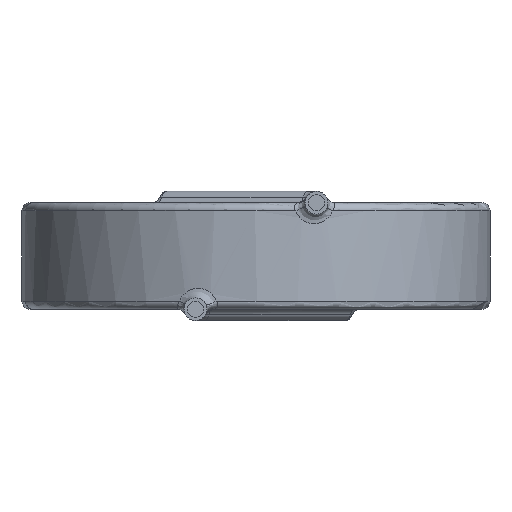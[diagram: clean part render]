
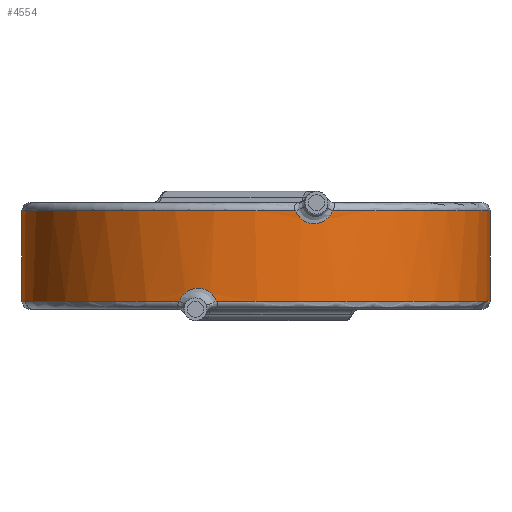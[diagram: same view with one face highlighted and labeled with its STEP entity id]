
A CAD part, front view. The second image highlights one B-rep face of the part: STEP entity #4554.
In plain terms, the highlighted cylindrical face has radius 14.5 mm (diameter 29 mm), a partial arc.
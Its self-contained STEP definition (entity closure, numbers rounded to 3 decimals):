
#96 = DIRECTION ( 'NONE',  ( -1., 0., 0. ) ) ;
#166 = VERTEX_POINT ( 'NONE', #1372 ) ;
#285 = AXIS2_PLACEMENT_3D ( 'NONE', #1671, #6556, #7299 ) ;
#302 = ORIENTED_EDGE ( 'NONE', *, *, #7636, .T. ) ;
#393 = CARTESIAN_POINT ( 'NONE',  ( 4.4, -13.817, 2.293 ) ) ;
#424 = DIRECTION ( 'NONE',  ( 0., 0., -1. ) ) ;
#449 = CARTESIAN_POINT ( 'NONE',  ( -4.4, -13.817, -2.293 ) ) ;
#473 = CARTESIAN_POINT ( 'NONE',  ( 3.854, -13.981, 2.002 ) ) ;
#501 = DIRECTION ( 'NONE',  ( 0., 0., -1. ) ) ;
#591 = CARTESIAN_POINT ( 'NONE',  ( 4.753, -13.699, 2.8 ) ) ;
#627 = VERTEX_POINT ( 'NONE', #4299 ) ;
#777 = CIRCLE ( 'NONE', #7923, 14.5 ) ;
#886 = ORIENTED_EDGE ( 'NONE', *, *, #3355, .T. ) ;
#918 = VERTEX_POINT ( 'NONE', #3782 ) ;
#1004 = LINE ( 'NONE', #3496, #2372 ) ;
#1018 = CARTESIAN_POINT ( 'NONE',  ( 4.753, -13.699, 2.8 ) ) ;
#1062 = CARTESIAN_POINT ( 'NONE',  ( 2.449, -14.292, 2.8 ) ) ;
#1120 = CARTESIAN_POINT ( 'NONE',  ( -4.644, -13.736, -2.574 ) ) ;
#1144 = VECTOR ( 'NONE', #1803, 1000. ) ;
#1244 = CARTESIAN_POINT ( 'NONE',  ( -4.49, -13.788, -2.379 ) ) ;
#1372 = CARTESIAN_POINT ( 'NONE',  ( 14.5, 0., -2.8 ) ) ;
#1418 = VERTEX_POINT ( 'NONE', #591 ) ;
#1468 = CIRCLE ( 'NONE', #7419, 14.5 ) ;
#1531 = VERTEX_POINT ( 'NONE', #7245 ) ;
#1549 = CARTESIAN_POINT ( 'NONE',  ( 2.544, -14.275, 2.563 ) ) ;
#1602 = VERTEX_POINT ( 'NONE', #7823 ) ;
#1636 = CARTESIAN_POINT ( 'NONE',  ( 4.49, -13.788, 2.379 ) ) ;
#1671 = CARTESIAN_POINT ( 'NONE',  ( 0., 0., -2.8 ) ) ;
#1675 = CARTESIAN_POINT ( 'NONE',  ( 3.128, -14.159, 2.09 ) ) ;
#1695 = AXIS2_PLACEMENT_3D ( 'NONE', #3069, #6207, #5588 ) ;
#1741 = CARTESIAN_POINT ( 'NONE',  ( -4.098, -13.91, -2.081 ) ) ;
#1803 = DIRECTION ( 'NONE',  ( 0., 0., -1. ) ) ;
#1940 = EDGE_LOOP ( 'NONE', ( #2194, #5361, #3995, #4470, #886, #4000, #302, #8006 ) ) ;
#2040 = CARTESIAN_POINT ( 'NONE',  ( -2.544, -14.275, -2.563 ) ) ;
#2194 = ORIENTED_EDGE ( 'NONE', *, *, #7584, .F. ) ;
#2252 = CARTESIAN_POINT ( 'NONE',  ( 4.644, -13.736, 2.574 ) ) ;
#2368 = EDGE_CURVE ( 'NONE', #166, #627, #1468, .T. ) ;
#2372 = VECTOR ( 'NONE', #7411, 1000. ) ;
#2488 = EDGE_CURVE ( 'NONE', #6449, #1531, #6492, .T. ) ;
#2925 = CARTESIAN_POINT ( 'NONE',  ( 4.098, -13.91, 2.081 ) ) ;
#3032 = CARTESIAN_POINT ( 'NONE',  ( -4.753, -13.699, -2.8 ) ) ;
#3069 = CARTESIAN_POINT ( 'NONE',  ( 0., 0., -7.293 ) ) ;
#3218 = DIRECTION ( 'NONE',  ( 0., 0., -1. ) ) ;
#3229 = B_SPLINE_CURVE_WITH_KNOTS ( 'NONE', 3,
 ( #1018, #5409, #2252, #1636, #393, #2925, #473, #4217, #6108, #1675, #8002, #4920, #1549, #1062 ),
 .UNSPECIFIED., .F., .F.,
 ( 4, 2, 2, 2, 2, 2, 4 ),
 ( 0., 0., 0.001, 0.002, 0.002, 0.002, 0.003 ),
 .UNSPECIFIED. ) ;
#3335 = CARTESIAN_POINT ( 'NONE',  ( 0., 0., -2.8 ) ) ;
#3355 = EDGE_CURVE ( 'NONE', #8051, #1531, #1004, .T. ) ;
#3427 = CARTESIAN_POINT ( 'NONE',  ( -2.449, -14.292, -2.8 ) ) ;
#3496 = CARTESIAN_POINT ( 'NONE',  ( -14.5, 0., -7.293 ) ) ;
#3613 = EDGE_CURVE ( 'NONE', #918, #8051, #777, .T. ) ;
#3691 = FACE_OUTER_BOUND ( 'NONE', #1940, .T. ) ;
#3782 = CARTESIAN_POINT ( 'NONE',  ( 2.449, -14.292, 2.8 ) ) ;
#3995 = ORIENTED_EDGE ( 'NONE', *, *, #7728, .T. ) ;
#4000 = ORIENTED_EDGE ( 'NONE', *, *, #2488, .F. ) ;
#4217 = CARTESIAN_POINT ( 'NONE',  ( 3.488, -14.075, 1.999 ) ) ;
#4281 = CARTESIAN_POINT ( 'NONE',  ( -3.488, -14.075, -1.999 ) ) ;
#4299 = CARTESIAN_POINT ( 'NONE',  ( -2.449, -14.292, -2.8 ) ) ;
#4369 = DIRECTION ( 'NONE',  ( -1., 0., 0. ) ) ;
#4470 = ORIENTED_EDGE ( 'NONE', *, *, #3613, .T. ) ;
#4554 = ADVANCED_FACE ( 'NONE', ( #3691 ), #6287, .T. ) ;
#4868 = CIRCLE ( 'NONE', #5653, 14.5 ) ;
#4920 = CARTESIAN_POINT ( 'NONE',  ( 2.705, -14.247, 2.359 ) ) ;
#4980 = CARTESIAN_POINT ( 'NONE',  ( -4.706, -13.715, -2.682 ) ) ;
#5361 = ORIENTED_EDGE ( 'NONE', *, *, #5585, .T. ) ;
#5395 = B_SPLINE_CURVE_WITH_KNOTS ( 'NONE', 3,
 ( #3032, #4980, #1120, #1244, #449, #1741, #5552, #4281, #6169, #7482, #8062, #6561, #2040, #3427 ),
 .UNSPECIFIED., .F., .F.,
 ( 4, 2, 2, 2, 2, 2, 4 ),
 ( 0., 0., 0.001, 0.002, 0.002, 0.002, 0.003 ),
 .UNSPECIFIED. ) ;
#5409 = CARTESIAN_POINT ( 'NONE',  ( 4.706, -13.715, 2.682 ) ) ;
#5552 = CARTESIAN_POINT ( 'NONE',  ( -3.854, -13.981, -2.002 ) ) ;
#5585 = EDGE_CURVE ( 'NONE', #1602, #1418, #4868, .T. ) ;
#5588 = DIRECTION ( 'NONE',  ( -1., 0., 0. ) ) ;
#5653 = AXIS2_PLACEMENT_3D ( 'NONE', #7873, #424, #7336 ) ;
#6108 = CARTESIAN_POINT ( 'NONE',  ( 3.363, -14.105, 2.017 ) ) ;
#6169 = CARTESIAN_POINT ( 'NONE',  ( -3.363, -14.105, -2.017 ) ) ;
#6176 = CARTESIAN_POINT ( 'NONE',  ( 0., 0., 2.8 ) ) ;
#6207 = DIRECTION ( 'NONE',  ( 0., 0., -1. ) ) ;
#6287 = CYLINDRICAL_SURFACE ( 'NONE', #1695, 14.5 ) ;
#6340 = CARTESIAN_POINT ( 'NONE',  ( -4.753, -13.699, -2.8 ) ) ;
#6449 = VERTEX_POINT ( 'NONE', #6340 ) ;
#6492 = CIRCLE ( 'NONE', #285, 14.5 ) ;
#6556 = DIRECTION ( 'NONE',  ( 0., 0., -1. ) ) ;
#6561 = CARTESIAN_POINT ( 'NONE',  ( -2.705, -14.247, -2.359 ) ) ;
#7245 = CARTESIAN_POINT ( 'NONE',  ( -14.5, 0., -2.8 ) ) ;
#7299 = DIRECTION ( 'NONE',  ( -1., 0., 0. ) ) ;
#7336 = DIRECTION ( 'NONE',  ( -1., 0., 0. ) ) ;
#7372 = CARTESIAN_POINT ( 'NONE',  ( -14.5, 0., 2.8 ) ) ;
#7411 = DIRECTION ( 'NONE',  ( 0., 0., -1. ) ) ;
#7419 = AXIS2_PLACEMENT_3D ( 'NONE', #3335, #3218, #96 ) ;
#7463 = LINE ( 'NONE', #8081, #1144 ) ;
#7482 = CARTESIAN_POINT ( 'NONE',  ( -3.128, -14.159, -2.09 ) ) ;
#7584 = EDGE_CURVE ( 'NONE', #1602, #166, #7463, .T. ) ;
#7636 = EDGE_CURVE ( 'NONE', #6449, #627, #5395, .T. ) ;
#7728 = EDGE_CURVE ( 'NONE', #1418, #918, #3229, .T. ) ;
#7823 = CARTESIAN_POINT ( 'NONE',  ( 14.5, 0., 2.8 ) ) ;
#7873 = CARTESIAN_POINT ( 'NONE',  ( 0., 0., 2.8 ) ) ;
#7923 = AXIS2_PLACEMENT_3D ( 'NONE', #6176, #501, #4369 ) ;
#8002 = CARTESIAN_POINT ( 'NONE',  ( 3.015, -14.184, 2.145 ) ) ;
#8006 = ORIENTED_EDGE ( 'NONE', *, *, #2368, .F. ) ;
#8051 = VERTEX_POINT ( 'NONE', #7372 ) ;
#8062 = CARTESIAN_POINT ( 'NONE',  ( -3.015, -14.184, -2.145 ) ) ;
#8081 = CARTESIAN_POINT ( 'NONE',  ( 14.5, 0., -7.293 ) ) ;
